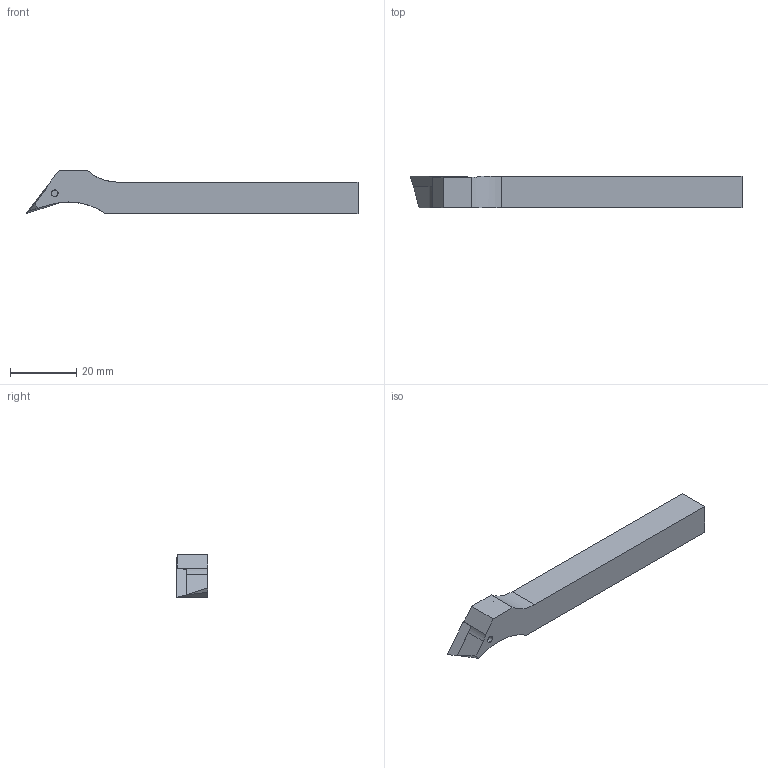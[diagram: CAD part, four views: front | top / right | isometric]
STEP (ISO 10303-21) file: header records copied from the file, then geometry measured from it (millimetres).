
FILE_DESCRIPTION (( 'STEP AP203' ), '1' );
FILE_NAME ('ISO-172-15.step', '2017-11-24T14:02:54', ( 'e00158' ), ( 'Microsoft' ), 'SwSTEP 2.0', 'SolidWorks 2017', '' );
FILE_SCHEMA (( 'CONFIG_CONTROL_DESIGN' ));
Length unit declared in the file: millimetre
Products named in the file (4): ISO-172_15; VCGT11; MSP-7_M2,5X6-TX8 CERATIZIT   Schraube; ISO-172-15
Assembly tree (3 placements, depth 2):
  ISO-172-15
    ISO-172_15
    VCGT11
    MSP-7_M2,5X6-TX8 CERATIZIT   Schraube
Bounding box: 100 x 9.53 x 13.1 mm (x, y, z)
Volume: 8541.1 mm3; surface area: 4220.2 mm2
Topology: 3 solids, 3 shells, 82 faces, 199 edges, 122 vertices
Faces by surface type: plane 33, cylinder 29, cone 12, torus 8
Entity records: 2817 total; most frequent: DIRECTION 467, CARTESIAN_POINT 419, ORIENTED_EDGE 394, EDGE_CURVE 197, AXIS2_PLACEMENT_3D 186, VERTEX_POINT 122, CIRCLE 98, LINE 95
